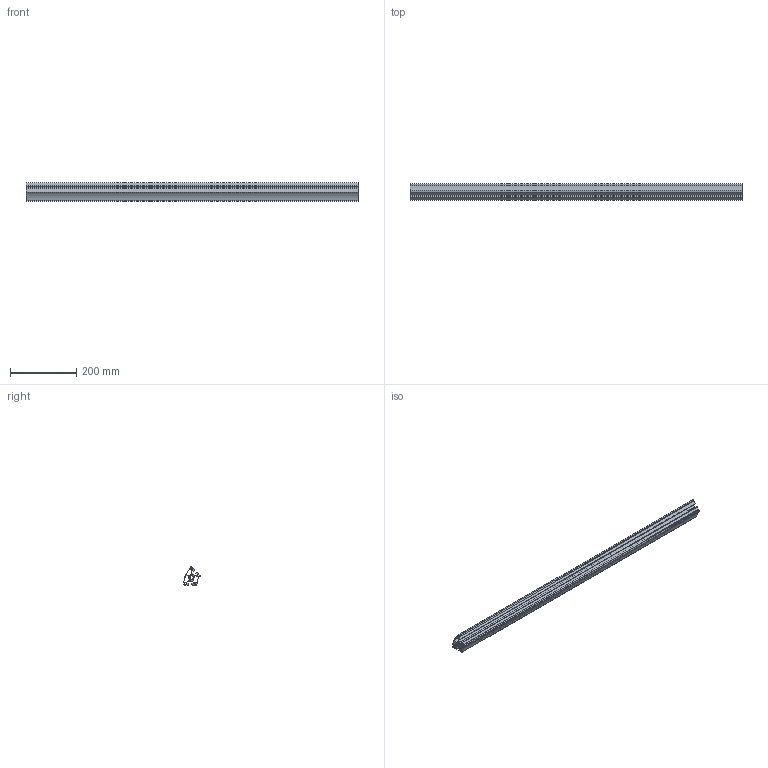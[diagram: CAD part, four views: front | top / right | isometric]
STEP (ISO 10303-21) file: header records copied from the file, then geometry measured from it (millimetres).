
FILE_DESCRIPTION(('STEP AP214'),'1');
FILE_NAME('cctmp_65CA43E1-4CF7-4FF0-AF4F-B0BFF3C33744_2020_1_20_11_21_16_560..stp','2020-01-20T10:21:16',('Bosch Rexroth AG'),('CADClick - www.CADClick.com'),'Spatial InterOp 3D',' ','unknown authorization - (Healing Option Enabled)');
FILE_SCHEMA(('AUTOMOTIVE_DESIGN'));
Length unit declared in the file: millimetre
Products named in the file (1): 2020_01_20__11-21-16-556
Bounding box: 1000 x 50.48 x 55.28 mm (x, y, z)
Volume: 669645.1 mm3; surface area: 555807.6 mm2
Topology: 1 solids, 1 shells, 110 faces, 324 edges, 216 vertices
Faces by surface type: plane 89, cylinder 21
Entity records: 4550 total; most frequent: CARTESIAN_POINT 651, ORIENTED_EDGE 648, DIRECTION 588, EDGE_CURVE 324, LINE 282, VECTOR 282, VERTEX_POINT 216, AXIS2_PLACEMENT_3D 153
